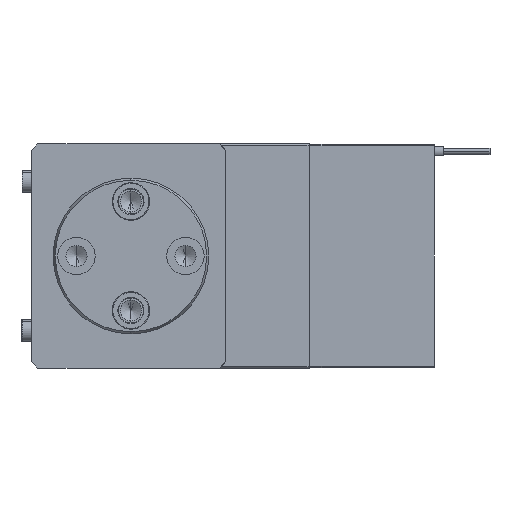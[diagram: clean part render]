
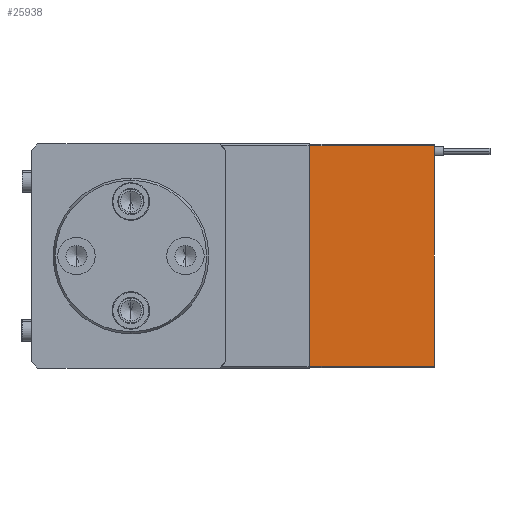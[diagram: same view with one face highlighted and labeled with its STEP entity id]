
A CAD part, left-side view. The second image highlights one B-rep face of the part: STEP entity #25938.
In plain terms, the highlighted planar face has unit normal (-1, 0, 0).
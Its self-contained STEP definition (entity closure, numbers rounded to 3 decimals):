
#170 = CARTESIAN_POINT ( 'NONE',  ( -62.5, 35.45, -40. ) ) ;
#1815 = VERTEX_POINT ( 'NONE', #25104 ) ;
#1861 = DIRECTION ( 'NONE',  ( 0., 0., 1. ) ) ;
#4022 = DIRECTION ( 'NONE',  ( 0., 0., -1. ) ) ;
#4876 = EDGE_CURVE ( 'NONE', #1815, #44980, #36195, .T. ) ;
#5654 = VECTOR ( 'NONE', #1861, 1000. ) ;
#6087 = PLANE ( 'NONE',  #43360 ) ;
#8279 = EDGE_LOOP ( 'NONE', ( #44373, #19995, #32711, #41063 ) ) ;
#13630 = LINE ( 'NONE', #18500, #44009 ) ;
#15029 = VERTEX_POINT ( 'NONE', #39047 ) ;
#15073 = LINE ( 'NONE', #30665, #5654 ) ;
#17323 = CARTESIAN_POINT ( 'NONE',  ( -62.5, 35.45, -40. ) ) ;
#17367 = DIRECTION ( 'NONE',  ( 0., 1., 0. ) ) ;
#18500 = CARTESIAN_POINT ( 'NONE',  ( -62.5, 35.95, 0. ) ) ;
#19169 = CARTESIAN_POINT ( 'NONE',  ( -62.5, -35.45, 0. ) ) ;
#19995 = ORIENTED_EDGE ( 'NONE', *, *, #4876, .T. ) ;
#20259 = DIRECTION ( 'NONE',  ( 0., 1., 0. ) ) ;
#24803 = CARTESIAN_POINT ( 'NONE',  ( -62.5, 35.95, -40. ) ) ;
#25104 = CARTESIAN_POINT ( 'NONE',  ( -62.5, 35.45, 0. ) ) ;
#25740 = VERTEX_POINT ( 'NONE', #19169 ) ;
#25938 = ADVANCED_FACE ( 'NONE', ( #29392 ), #6087, .F. ) ;
#27185 = DIRECTION ( 'NONE',  ( 1., 0., 0. ) ) ;
#29392 = FACE_OUTER_BOUND ( 'NONE', #8279, .T. ) ;
#30419 = CARTESIAN_POINT ( 'NONE',  ( -62.5, 35.95, -40. ) ) ;
#30608 = LINE ( 'NONE', #24803, #33332 ) ;
#30665 = CARTESIAN_POINT ( 'NONE',  ( -62.5, -35.45, -40. ) ) ;
#32098 = DIRECTION ( 'NONE',  ( 0., 1., 0. ) ) ;
#32711 = ORIENTED_EDGE ( 'NONE', *, *, #43953, .F. ) ;
#33332 = VECTOR ( 'NONE', #17367, 1000. ) ;
#33975 = VECTOR ( 'NONE', #4022, 1000. ) ;
#34226 = EDGE_CURVE ( 'NONE', #25740, #1815, #13630, .T. ) ;
#36195 = LINE ( 'NONE', #170, #33975 ) ;
#37852 = EDGE_CURVE ( 'NONE', #15029, #25740, #15073, .T. ) ;
#39047 = CARTESIAN_POINT ( 'NONE',  ( -62.5, -35.45, -40. ) ) ;
#41063 = ORIENTED_EDGE ( 'NONE', *, *, #37852, .T. ) ;
#43360 = AXIS2_PLACEMENT_3D ( 'NONE', #30419, #27185, #20259 ) ;
#43953 = EDGE_CURVE ( 'NONE', #15029, #44980, #30608, .T. ) ;
#44009 = VECTOR ( 'NONE', #32098, 1000. ) ;
#44373 = ORIENTED_EDGE ( 'NONE', *, *, #34226, .T. ) ;
#44980 = VERTEX_POINT ( 'NONE', #17323 ) ;
